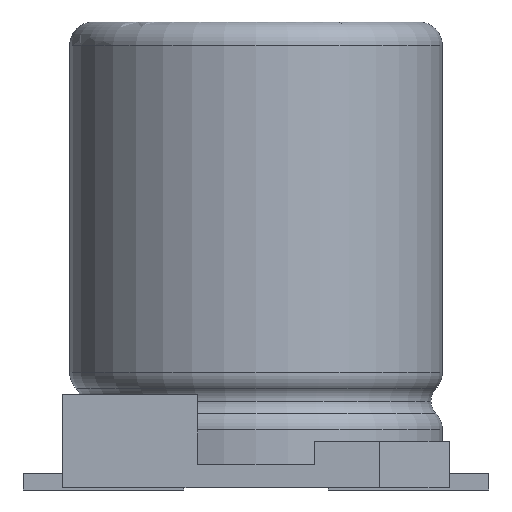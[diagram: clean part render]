
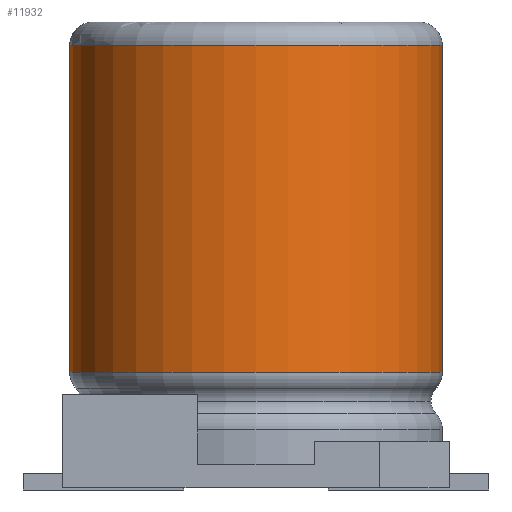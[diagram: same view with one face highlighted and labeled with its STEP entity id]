
A CAD part, front view. The second image highlights one B-rep face of the part: STEP entity #11932.
In plain terms, the highlighted cylindrical face has radius 4 mm (diameter 8 mm), a partial arc.
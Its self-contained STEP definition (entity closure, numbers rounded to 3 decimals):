
#84 = AXIS2_PLACEMENT_3D ( 'NONE', #10144, #10011, #669 ) ;
#131 = CARTESIAN_POINT ( 'NONE',  ( -4., 0., 2.475 ) ) ;
#271 = FACE_OUTER_BOUND ( 'NONE', #5680, .T. ) ;
#669 = DIRECTION ( 'NONE',  ( 1., 0., 0. ) ) ;
#756 = EDGE_CURVE ( 'NONE', #3606, #13625, #9573, .T. ) ;
#1114 = AXIS2_PLACEMENT_3D ( 'NONE', #1434, #13039, #10718 ) ;
#1227 = CYLINDRICAL_SURFACE ( 'NONE', #7899, 4. ) ;
#1266 = VECTOR ( 'NONE', #9799, 1000. ) ;
#1358 = CARTESIAN_POINT ( 'NONE',  ( 4., 0., 31.314 ) ) ;
#1434 = CARTESIAN_POINT ( 'NONE',  ( 0., 0., 2.475 ) ) ;
#1507 = CARTESIAN_POINT ( 'NONE',  ( 0., 0., 31.314 ) ) ;
#1612 = CARTESIAN_POINT ( 'NONE',  ( -4., 0., 9.5 ) ) ;
#2392 = LINE ( 'NONE', #1358, #1266 ) ;
#2708 = ORIENTED_EDGE ( 'NONE', *, *, #756, .T. ) ;
#3466 = VECTOR ( 'NONE', #11894, 1000. ) ;
#3606 = VERTEX_POINT ( 'NONE', #10467 ) ;
#3636 = VERTEX_POINT ( 'NONE', #12780 ) ;
#4126 = EDGE_CURVE ( 'NONE', #3606, #3636, #2392, .T. ) ;
#4424 = CARTESIAN_POINT ( 'NONE',  ( -4., 0., 31.314 ) ) ;
#5298 = CIRCLE ( 'NONE', #1114, 4. ) ;
#5680 = EDGE_LOOP ( 'NONE', ( #12799, #2708, #10085, #11834 ) ) ;
#7567 = LINE ( 'NONE', #4424, #3466 ) ;
#7899 = AXIS2_PLACEMENT_3D ( 'NONE', #1507, #10152, #11081 ) ;
#9063 = VERTEX_POINT ( 'NONE', #131 ) ;
#9573 = CIRCLE ( 'NONE', #84, 4. ) ;
#9799 = DIRECTION ( 'NONE',  ( 0., 0., -1. ) ) ;
#10011 = DIRECTION ( 'NONE',  ( 0., 0., -1. ) ) ;
#10085 = ORIENTED_EDGE ( 'NONE', *, *, #12450, .T. ) ;
#10144 = CARTESIAN_POINT ( 'NONE',  ( 0., 0., 9.5 ) ) ;
#10152 = DIRECTION ( 'NONE',  ( 0., 0., -1. ) ) ;
#10467 = CARTESIAN_POINT ( 'NONE',  ( 4., 0., 9.5 ) ) ;
#10718 = DIRECTION ( 'NONE',  ( -1., 0., 0. ) ) ;
#11081 = DIRECTION ( 'NONE',  ( -1., 0., 0. ) ) ;
#11834 = ORIENTED_EDGE ( 'NONE', *, *, #11908, .T. ) ;
#11894 = DIRECTION ( 'NONE',  ( 0., 0., -1. ) ) ;
#11908 = EDGE_CURVE ( 'NONE', #9063, #3636, #5298, .T. ) ;
#11932 = ADVANCED_FACE ( 'NONE', ( #271 ), #1227, .T. ) ;
#12450 = EDGE_CURVE ( 'NONE', #13625, #9063, #7567, .T. ) ;
#12780 = CARTESIAN_POINT ( 'NONE',  ( 4., 0., 2.475 ) ) ;
#12799 = ORIENTED_EDGE ( 'NONE', *, *, #4126, .F. ) ;
#13039 = DIRECTION ( 'NONE',  ( 0., 0., 1. ) ) ;
#13625 = VERTEX_POINT ( 'NONE', #1612 ) ;
